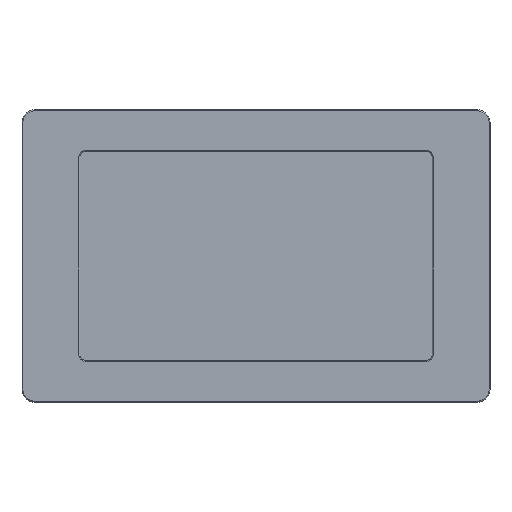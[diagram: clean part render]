
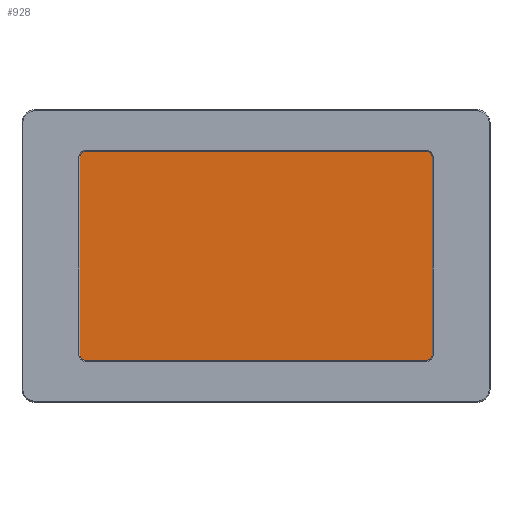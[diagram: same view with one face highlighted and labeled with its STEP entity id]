
A CAD part, top view. The second image highlights one B-rep face of the part: STEP entity #928.
In plain terms, the highlighted planar face has unit normal (0, 0, 1).
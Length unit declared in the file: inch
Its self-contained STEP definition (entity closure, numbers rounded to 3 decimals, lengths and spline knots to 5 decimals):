
#54=FACE_OUTER_BOUND('',#114,.T.);
#114=EDGE_LOOP('',(#631,#632,#633,#634,#635,#636,#637,#638));
#187=LINE('',#1460,#267);
#188=LINE('',#1464,#268);
#189=LINE('',#1468,#269);
#190=LINE('',#1471,#270);
#267=VECTOR('',#1143,0.3937);
#268=VECTOR('',#1146,0.3937);
#269=VECTOR('',#1149,0.3937);
#270=VECTOR('',#1152,0.3937);
#347=CIRCLE('',#1013,0.19);
#348=CIRCLE('',#1014,0.19);
#349=CIRCLE('',#1015,0.19);
#350=CIRCLE('',#1016,0.19);
#407=VERTEX_POINT('',#1456);
#408=VERTEX_POINT('',#1457);
#409=VERTEX_POINT('',#1459);
#410=VERTEX_POINT('',#1461);
#411=VERTEX_POINT('',#1463);
#412=VERTEX_POINT('',#1465);
#413=VERTEX_POINT('',#1467);
#414=VERTEX_POINT('',#1469);
#495=EDGE_CURVE('',#407,#408,#347,.T.);
#496=EDGE_CURVE('',#409,#407,#187,.T.);
#497=EDGE_CURVE('',#410,#409,#348,.T.);
#498=EDGE_CURVE('',#411,#410,#188,.T.);
#499=EDGE_CURVE('',#412,#411,#349,.T.);
#500=EDGE_CURVE('',#413,#412,#189,.T.);
#501=EDGE_CURVE('',#414,#413,#350,.T.);
#502=EDGE_CURVE('',#408,#414,#190,.T.);
#631=ORIENTED_EDGE('',*,*,#495,.F.);
#632=ORIENTED_EDGE('',*,*,#496,.F.);
#633=ORIENTED_EDGE('',*,*,#497,.F.);
#634=ORIENTED_EDGE('',*,*,#498,.F.);
#635=ORIENTED_EDGE('',*,*,#499,.F.);
#636=ORIENTED_EDGE('',*,*,#500,.F.);
#637=ORIENTED_EDGE('',*,*,#501,.F.);
#638=ORIENTED_EDGE('',*,*,#502,.F.);
#896=PLANE('',#1012);
#928=ADVANCED_FACE('',(#54),#896,.T.);
#1012=AXIS2_PLACEMENT_3D('',#1455,#1139,#1140);
#1013=AXIS2_PLACEMENT_3D('',#1458,#1141,#1142);
#1014=AXIS2_PLACEMENT_3D('',#1462,#1144,#1145);
#1015=AXIS2_PLACEMENT_3D('',#1466,#1147,#1148);
#1016=AXIS2_PLACEMENT_3D('',#1470,#1150,#1151);
#1139=DIRECTION('center_axis',(0.,0.,
1.));
#1140=DIRECTION('ref_axis',(1.,0.,0.));
#1141=DIRECTION('center_axis',(0.,0.,
-1.));
#1142=DIRECTION('ref_axis',(0.707,0.707,0.));
#1143=DIRECTION('',(1.,0.,0.));
#1144=DIRECTION('center_axis',(0.,0.,
-1.));
#1145=DIRECTION('ref_axis',(-0.707,0.707,0.));
#1146=DIRECTION('',(0.,1.,0.));
#1147=DIRECTION('center_axis',(0.,0.,
-1.));
#1148=DIRECTION('ref_axis',(-0.707,-0.707,0.));
#1149=DIRECTION('',(-1.,0.,0.));
#1150=DIRECTION('center_axis',(0.,0.,
-1.));
#1151=DIRECTION('ref_axis',(0.707,-0.707,0.));
#1152=DIRECTION('',(0.,-1.,0.));
#1455=CARTESIAN_POINT('Origin',(6.625,-3.3636,0.61));
#1456=CARTESIAN_POINT('',(11.41,-0.3686,0.61));
#1457=CARTESIAN_POINT('',(11.6,-0.5586,0.61));
#1458=CARTESIAN_POINT('Origin',(11.41,-0.5586,0.61));
#1459=CARTESIAN_POINT('',(1.82,-0.3686,0.61));
#1460=CARTESIAN_POINT('',(9.1125,-0.3686,0.61));
#1461=CARTESIAN_POINT('',(1.63,-0.5586,0.61));
#1462=CARTESIAN_POINT('Origin',(1.82,-0.5586,0.61));
#1463=CARTESIAN_POINT('',(1.63,-6.1086,0.61));
#1464=CARTESIAN_POINT('',(1.63,-1.8661,0.61));
#1465=CARTESIAN_POINT('',(1.82,-6.2986,0.61));
#1466=CARTESIAN_POINT('Origin',(1.82,-6.1086,0.61));
#1467=CARTESIAN_POINT('',(11.41,-6.2986,0.61));
#1468=CARTESIAN_POINT('',(4.1275,-6.2986,0.61));
#1469=CARTESIAN_POINT('',(11.6,-6.1086,0.61));
#1470=CARTESIAN_POINT('Origin',(11.41,-6.1086,0.61));
#1471=CARTESIAN_POINT('',(11.6,-4.8311,0.61));
